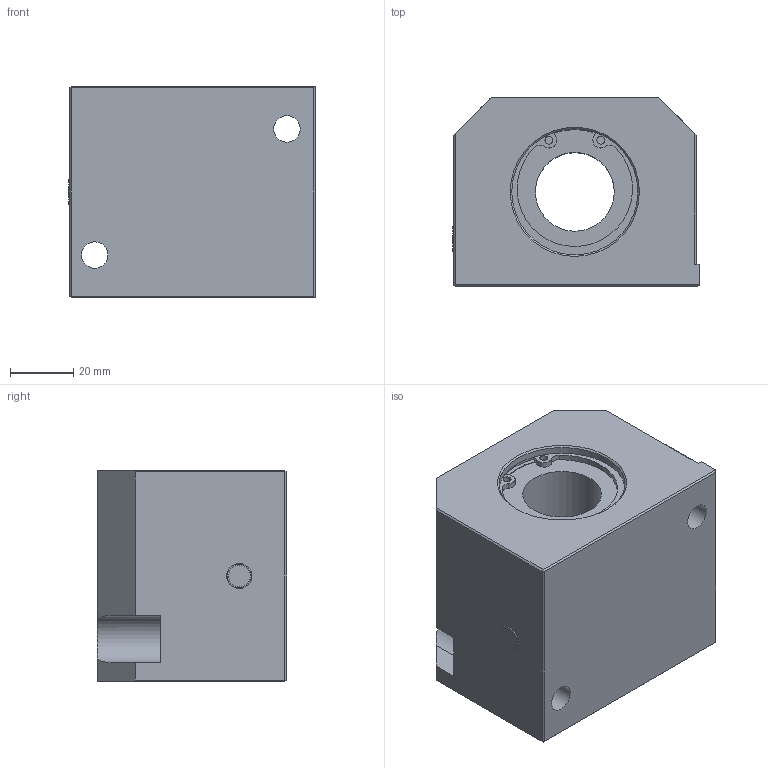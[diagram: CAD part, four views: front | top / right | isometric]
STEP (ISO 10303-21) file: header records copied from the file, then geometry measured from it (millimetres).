
FILE_DESCRIPTION(/* description */ ('Gehäuseeinheit leichte Baureie, geschlossen'),/* implementation_level */ '2;1');
FILE_NAME(/* name */ '190524-0.step',/* time_stamp */ '2021-08-18T11:51:52+02:00',/* author */ ('MuellerJ'),/* organization */ (''),/* preprocessor_version */ 'ST-DEVELOPER v18.1',/* originating_system */ 'Autodesk Inventor 2021',/* authorisation */ '');
FILE_SCHEMA (('AUTOMOTIVE_DESIGN { 1 0 10303 214 3 1 1 }'));
Length unit declared in the file: millimetre
Products named in the file (4): leer; 18-0004-0FZ.002; leer_1; leer_2
Assembly tree (4 placements, depth 2):
  leer
    18-0004-0FZ.002
    leer_1
    leer_2  x2
Bounding box: 78.25 x 60 x 67 mm (x, y, z)
Volume: 249302.7 mm3; surface area: 52389.4 mm2
Topology: 4 solids, 4 shells, 92 faces, 205 edges, 134 vertices
Faces by surface type: plane 51, cylinder 36, torus 3, cone 2
Full cylindrical faces by diameter (mm): 2.5 x4, 4.3 x1, 6.917 x1, 8 x1, 8.376 x2, 8.5 x2, 25 x1, 37.5 x2, 40 x6, 42.5 x2
Entity records: 2433 total; most frequent: DIRECTION 420, CARTESIAN_POINT 415, ORIENTED_EDGE 350, EDGE_CURVE 175, AXIS2_PLACEMENT_3D 159, VERTEX_POINT 114, EDGE_LOOP 105, LINE 102
